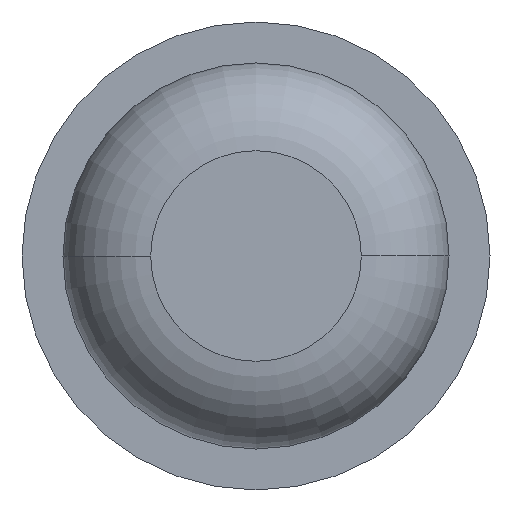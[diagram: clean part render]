
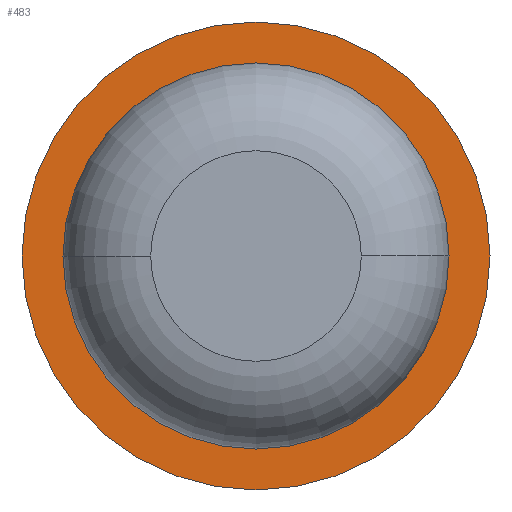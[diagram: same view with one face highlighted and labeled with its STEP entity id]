
A CAD part, front view. The second image highlights one B-rep face of the part: STEP entity #483.
In plain terms, the highlighted planar face has unit normal (0, -1, 0).
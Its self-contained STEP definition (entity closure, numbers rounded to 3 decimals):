
#24 = VERTEX_POINT ( 'NONE', #642 ) ;
#73 = CARTESIAN_POINT ( 'NONE',  ( -1., -6., 0. ) ) ;
#121 = ORIENTED_EDGE ( 'NONE', *, *, #2347, .F. ) ;
#259 = AXIS2_PLACEMENT_3D ( 'NONE', #4243, #281, #589 ) ;
#281 = DIRECTION ( 'NONE',  ( 0., 1., 0. ) ) ;
#476 = ORIENTED_EDGE ( 'NONE', *, *, #1871, .F. ) ;
#483 = ADVANCED_FACE ( 'Defeature ausgef�hrt2_7', ( #3682, #1168 ), #3013, .F. ) ;
#580 = VERTEX_POINT ( 'NONE', #2722 ) ;
#589 = DIRECTION ( 'NONE',  ( -1., 0., 0. ) ) ;
#627 = AXIS2_PLACEMENT_3D ( 'NONE', #1287, #1611, #4140 ) ;
#642 = CARTESIAN_POINT ( 'NONE',  ( -0.825, -6., 0. ) ) ;
#828 = CARTESIAN_POINT ( 'NONE',  ( 0., -6., 0. ) ) ;
#913 = VERTEX_POINT ( 'NONE', #1267 ) ;
#1168 = FACE_BOUND ( 'NONE', #3554, .T. ) ;
#1267 = CARTESIAN_POINT ( 'NONE',  ( 1., -6., 0. ) ) ;
#1287 = CARTESIAN_POINT ( 'NONE',  ( 0.825, -6., 0. ) ) ;
#1359 = CIRCLE ( 'NONE', #4169, 0.825 ) ;
#1487 = EDGE_CURVE ( 'Defeature ausgef�hrt2_7+Defeature ausgef�hrt2_0+Defeature ausgef�hrt2_0+Defeature ausgef�hrt2_0', #580, #24, #1359, .T. ) ;
#1530 = CIRCLE ( 'NONE', #259, 1. ) ;
#1567 = AXIS2_PLACEMENT_3D ( 'NONE', #828, #1935, #4452 ) ;
#1611 = DIRECTION ( 'NONE',  ( 0., 1., 0. ) ) ;
#1871 = EDGE_CURVE ( 'Defeature ausgef�hrt2_8+Defeature ausgef�hrt2_7+Defeature ausgef�hrt2_7+Defeature ausgef�hrt2_7', #913, #4592, #3253, .T. ) ;
#1935 = DIRECTION ( 'NONE',  ( 0., 1., 0. ) ) ;
#2022 = ORIENTED_EDGE ( 'NONE', *, *, #1487, .T. ) ;
#2347 = EDGE_CURVE ( 'Defeature ausgef�hrt2_8+Defeature ausgef�hrt2_7+Defeature ausgef�hrt2_7+Defeature ausgef�hrt2_7', #4592, #913, #1530, .T. ) ;
#2401 = AXIS2_PLACEMENT_3D ( 'NONE', #4644, #4313, #4240 ) ;
#2664 = CARTESIAN_POINT ( 'NONE',  ( 0., -6., 0. ) ) ;
#2722 = CARTESIAN_POINT ( 'NONE',  ( 0.825, -6., 0. ) ) ;
#2889 = ORIENTED_EDGE ( 'NONE', *, *, #3539, .T. ) ;
#2989 = DIRECTION ( 'NONE',  ( 0., 1., 0. ) ) ;
#3013 = PLANE ( 'NONE',  #627 ) ;
#3253 = CIRCLE ( 'NONE', #1567, 1. ) ;
#3539 = EDGE_CURVE ( 'Defeature ausgef�hrt2_7+Defeature ausgef�hrt2_0+Defeature ausgef�hrt2_0+Defeature ausgef�hrt2_0', #24, #580, #3996, .T. ) ;
#3554 = EDGE_LOOP ( 'NONE', ( #2889, #2022 ) ) ;
#3682 = FACE_OUTER_BOUND ( 'NONE', #3777, .T. ) ;
#3777 = EDGE_LOOP ( 'NONE', ( #121, #476 ) ) ;
#3996 = CIRCLE ( 'NONE', #2401, 0.825 ) ;
#4140 = DIRECTION ( 'NONE',  ( -1., 0., 0. ) ) ;
#4169 = AXIS2_PLACEMENT_3D ( 'NONE', #2664, #2989, #4451 ) ;
#4240 = DIRECTION ( 'NONE',  ( -1., 0., 0. ) ) ;
#4243 = CARTESIAN_POINT ( 'NONE',  ( 0., -6., 0. ) ) ;
#4313 = DIRECTION ( 'NONE',  ( 0., 1., 0. ) ) ;
#4451 = DIRECTION ( 'NONE',  ( -1., 0., 0. ) ) ;
#4452 = DIRECTION ( 'NONE',  ( -1., 0., 0. ) ) ;
#4592 = VERTEX_POINT ( 'NONE', #73 ) ;
#4644 = CARTESIAN_POINT ( 'NONE',  ( 0., -6., 0. ) ) ;
